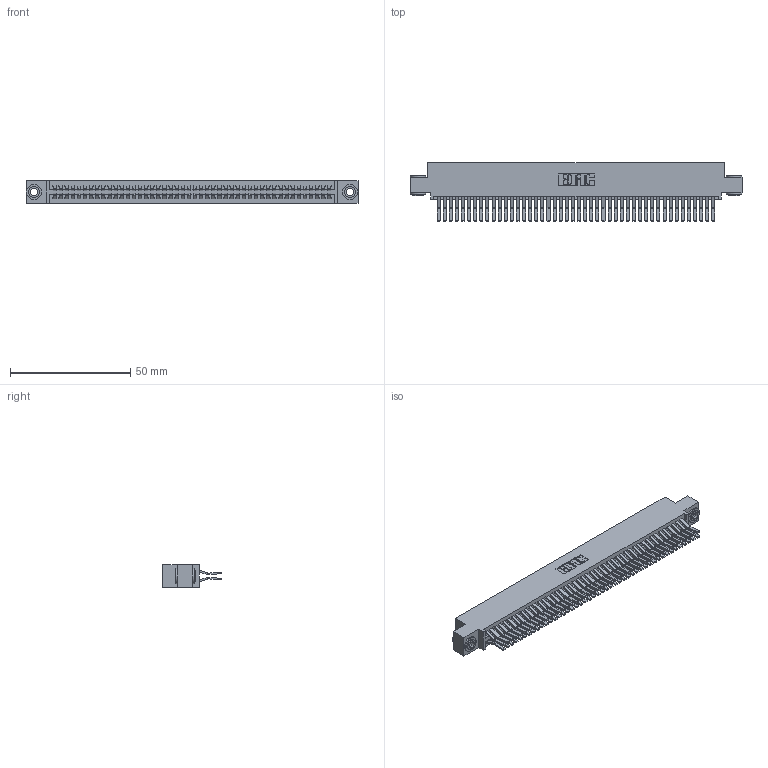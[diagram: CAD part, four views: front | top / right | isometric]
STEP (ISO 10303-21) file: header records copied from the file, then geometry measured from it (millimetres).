
FILE_DESCRIPTION (( 'STEP AP203' ), '1' );
FILE_NAME ('345-092-560-503.STEP', '2018-10-04T22:54:16', ( '' ), ( '' ), 'SwSTEP 2.0', 'SolidWorks 2016', '' );
FILE_SCHEMA (( 'CONFIG_CONTROL_DESIGN' ));
Length unit declared in the file: inch
Products named in the file (4): 345-292-001_560 Tail; 345 Part_0.110 Offset - 0.156 Dia-TH; 345-092-560-503; 345-250-002_345-250-002-102
Assembly tree (95 placements, depth 2):
  345-092-560-503
    345 Part_0.110 Offset - 0.156 Dia-TH
    345-292-001_560 Tail  x92
    345-250-002_345-250-002-102  x2
Bounding box: 138.05 x 24.45 x 9.4 mm (x, y, z)
Volume: 13996.4 mm3; surface area: 22615.2 mm2
Topology: 95 solids, 95 shells, 4952 faces, 14689 edges, 9666 vertices
Faces by surface type: plane 3130, cylinder 1814, cone 8
Entity records: 36424 total; most frequent: CARTESIAN_POINT 6079, ORIENTED_EDGE 6006, DIRECTION 5389, EDGE_CURVE 3003, VECTOR 2659, LINE 2659, VERTEX_POINT 1998, AXIS2_PLACEMENT_3D 1365
